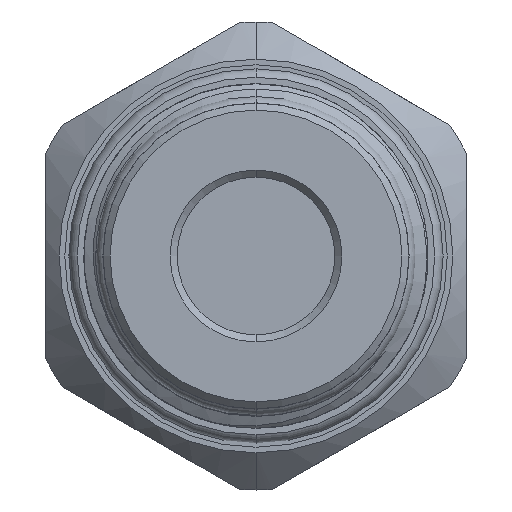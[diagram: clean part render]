
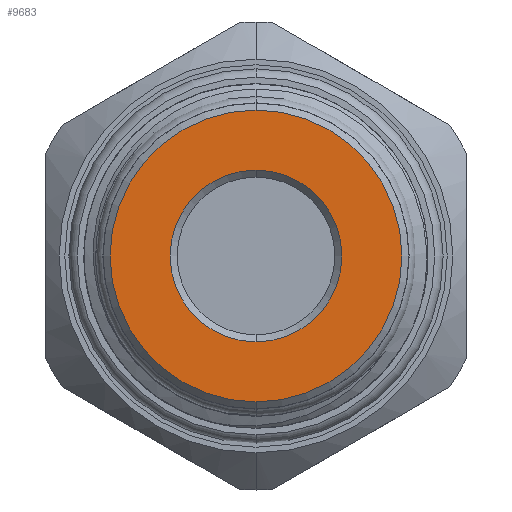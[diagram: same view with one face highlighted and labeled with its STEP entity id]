
A CAD part, left-side view. The second image highlights one B-rep face of the part: STEP entity #9683.
In plain terms, the highlighted planar face has unit normal (-1, 0, 0).
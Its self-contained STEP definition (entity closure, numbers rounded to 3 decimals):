
#271 = DIRECTION ( 'NONE',  ( -1., 0., 0. ) ) ;
#509 = CIRCLE ( 'NONE', #4134, 4.9 ) ;
#819 = FACE_OUTER_BOUND ( 'NONE', #3416, .T. ) ;
#1574 = DIRECTION ( 'NONE',  ( -1., 0., 0. ) ) ;
#2154 = CARTESIAN_POINT ( 'NONE',  ( -73.054, 0., 0. ) ) ;
#2294 = CARTESIAN_POINT ( 'NONE',  ( -73.054, 0., 4.9 ) ) ;
#2411 = CARTESIAN_POINT ( 'NONE',  ( -73.054, 0., 0. ) ) ;
#2466 = CARTESIAN_POINT ( 'NONE',  ( -73.054, 0., 0. ) ) ;
#3011 = FACE_BOUND ( 'NONE', #11009, .T. ) ;
#3153 = AXIS2_PLACEMENT_3D ( 'NONE', #2411, #3368, #12582 ) ;
#3154 = DIRECTION ( 'NONE',  ( 0., 0., 1. ) ) ;
#3350 = CIRCLE ( 'NONE', #12285, 8.325 ) ;
#3368 = DIRECTION ( 'NONE',  ( 1., 0., 0. ) ) ;
#3388 = DIRECTION ( 'NONE',  ( 0., 0., -1. ) ) ;
#3416 = EDGE_LOOP ( 'NONE', ( #7114, #9561 ) ) ;
#3462 = DIRECTION ( 'NONE',  ( 0., 0., 1. ) ) ;
#4134 = AXIS2_PLACEMENT_3D ( 'NONE', #12416, #11367, #3388 ) ;
#4854 = AXIS2_PLACEMENT_3D ( 'NONE', #7332, #8429, #12262 ) ;
#4940 = CIRCLE ( 'NONE', #5273, 8.325 ) ;
#5087 = VERTEX_POINT ( 'NONE', #9112 ) ;
#5273 = AXIS2_PLACEMENT_3D ( 'NONE', #2154, #271, #3154 ) ;
#6046 = ORIENTED_EDGE ( 'NONE', *, *, #10900, .T. ) ;
#6384 = VERTEX_POINT ( 'NONE', #2294 ) ;
#6763 = CARTESIAN_POINT ( 'NONE',  ( -73.054, 0., 8.325 ) ) ;
#7114 = ORIENTED_EDGE ( 'NONE', *, *, #7578, .T. ) ;
#7332 = CARTESIAN_POINT ( 'NONE',  ( -73.054, 0., 0. ) ) ;
#7578 = EDGE_CURVE ( 'NONE', #5087, #12152, #3350, .T. ) ;
#8388 = PLANE ( 'NONE',  #3153 ) ;
#8429 = DIRECTION ( 'NONE',  ( 1., 0., 0. ) ) ;
#9112 = CARTESIAN_POINT ( 'NONE',  ( -73.054, 0., -8.325 ) ) ;
#9465 = EDGE_CURVE ( 'NONE', #12964, #6384, #509, .T. ) ;
#9561 = ORIENTED_EDGE ( 'NONE', *, *, #12401, .T. ) ;
#9675 = CIRCLE ( 'NONE', #4854, 4.9 ) ;
#9683 = ADVANCED_FACE ( 'NONE', ( #3011, #819 ), #8388, .F. ) ;
#10803 = ORIENTED_EDGE ( 'NONE', *, *, #9465, .T. ) ;
#10900 = EDGE_CURVE ( 'NONE', #6384, #12964, #9675, .T. ) ;
#11009 = EDGE_LOOP ( 'NONE', ( #6046, #10803 ) ) ;
#11258 = CARTESIAN_POINT ( 'NONE',  ( -73.054, 0., -4.9 ) ) ;
#11367 = DIRECTION ( 'NONE',  ( 1., 0., 0. ) ) ;
#12152 = VERTEX_POINT ( 'NONE', #6763 ) ;
#12262 = DIRECTION ( 'NONE',  ( 0., 0., -1. ) ) ;
#12285 = AXIS2_PLACEMENT_3D ( 'NONE', #2466, #1574, #3462 ) ;
#12401 = EDGE_CURVE ( 'NONE', #12152, #5087, #4940, .T. ) ;
#12416 = CARTESIAN_POINT ( 'NONE',  ( -73.054, 0., 0. ) ) ;
#12582 = DIRECTION ( 'NONE',  ( 0., 0., -1. ) ) ;
#12964 = VERTEX_POINT ( 'NONE', #11258 ) ;
